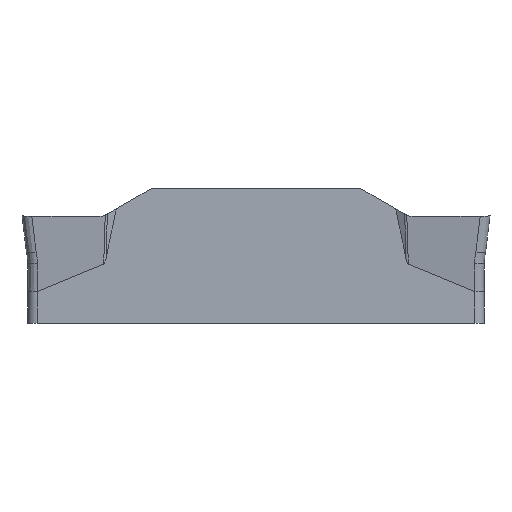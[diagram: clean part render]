
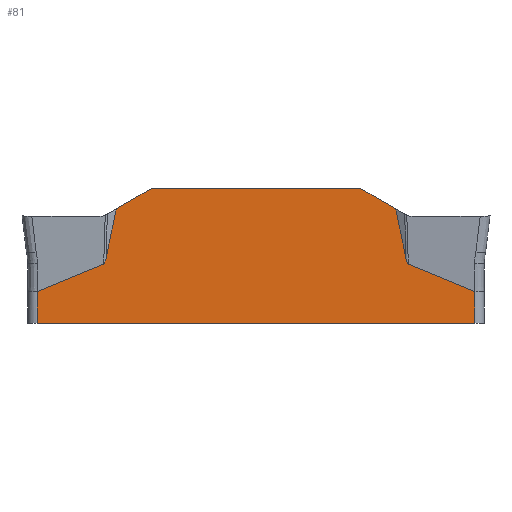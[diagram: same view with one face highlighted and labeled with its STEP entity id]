
A CAD part, left-side view. The second image highlights one B-rep face of the part: STEP entity #81.
In plain terms, the highlighted planar face has unit normal (-1, 0, 0).
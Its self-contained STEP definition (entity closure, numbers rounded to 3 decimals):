
#81=ADVANCED_FACE('SIDE_IB_1_SU5',(#167),#143,.F.);
#143=PLANE('',#1219);
#167=FACE_OUTER_BOUND('',#229,.T.);
#229=EDGE_LOOP('',(#291,#292,#293,#294,#295,#296,#297,#298,#299,#300,#301,
#302,#303,#304));
#291=ORIENTED_EDGE('',*,*,#747,.F.);
#292=ORIENTED_EDGE('',*,*,#748,.T.);
#293=ORIENTED_EDGE('',*,*,#749,.T.);
#294=ORIENTED_EDGE('',*,*,#750,.T.);
#295=ORIENTED_EDGE('',*,*,#751,.T.);
#296=ORIENTED_EDGE('',*,*,#752,.T.);
#297=ORIENTED_EDGE('',*,*,#753,.T.);
#298=ORIENTED_EDGE('',*,*,#754,.F.);
#299=ORIENTED_EDGE('',*,*,#755,.T.);
#300=ORIENTED_EDGE('',*,*,#756,.T.);
#301=ORIENTED_EDGE('',*,*,#757,.T.);
#302=ORIENTED_EDGE('',*,*,#758,.T.);
#303=ORIENTED_EDGE('',*,*,#759,.T.);
#304=ORIENTED_EDGE('',*,*,#760,.T.);
#635=VERTEX_POINT('',#1541);
#636=VERTEX_POINT('',#1542);
#637=VERTEX_POINT('',#1544);
#638=VERTEX_POINT('',#1546);
#639=VERTEX_POINT('',#1566);
#640=VERTEX_POINT('',#1568);
#641=VERTEX_POINT('',#1573);
#642=VERTEX_POINT('',#1575);
#643=VERTEX_POINT('',#1577);
#644=VERTEX_POINT('',#1579);
#645=VERTEX_POINT('',#1584);
#646=VERTEX_POINT('',#1586);
#647=VERTEX_POINT('',#1600);
#648=VERTEX_POINT('',#1602);
#747=EDGE_CURVE('',#635,#636,#919,.T.);
#748=EDGE_CURVE('',#635,#637,#920,.T.);
#749=EDGE_CURVE('',#637,#638,#921,.T.);
#750=EDGE_CURVE('',#638,#639,#1091,.T.);
#751=EDGE_CURVE('',#639,#640,#922,.T.);
#752=EDGE_CURVE('',#640,#641,#1092,.T.);
#753=EDGE_CURVE('',#641,#642,#923,.T.);
#754=EDGE_CURVE('',#643,#642,#924,.T.);
#755=EDGE_CURVE('',#643,#644,#925,.T.);
#756=EDGE_CURVE('',#644,#645,#1093,.T.);
#757=EDGE_CURVE('',#645,#646,#926,.T.);
#758=EDGE_CURVE('',#646,#647,#1094,.T.);
#759=EDGE_CURVE('',#647,#648,#927,.T.);
#760=EDGE_CURVE('',#648,#636,#928,.T.);
#919=LINE('',#1540,#993);
#920=LINE('',#1543,#994);
#921=LINE('',#1545,#995);
#922=LINE('',#1567,#996);
#923=LINE('',#1574,#997);
#924=LINE('',#1576,#998);
#925=LINE('',#1578,#999);
#926=LINE('',#1585,#1000);
#927=LINE('',#1601,#1001);
#928=LINE('',#1603,#1002);
#993=VECTOR('',#1257,1.);
#994=VECTOR('',#1258,1.);
#995=VECTOR('',#1259,1.);
#996=VECTOR('',#1260,1.);
#997=VECTOR('',#1261,1.);
#998=VECTOR('',#1262,1.);
#999=VECTOR('',#1263,1.);
#1000=VECTOR('',#1264,1.);
#1001=VECTOR('',#1265,1.);
#1002=VECTOR('',#1266,1.);
#1091=B_SPLINE_CURVE_WITH_KNOTS('',3,(#1547,#1548,#1549,#1550,#1551,#1552,
#1553,#1554,#1555,#1556,#1557,#1558,#1559,#1560,#1561,#1562,#1563,#1564,
#1565),.UNSPECIFIED.,.F.,.F.,(4,3,3,3,3,3,4),(0.,0.35,0.664,
0.825,0.914,0.972,1.),.UNSPECIFIED.);
#1092=B_SPLINE_CURVE_WITH_KNOTS('',3,(#1569,#1570,#1571,#1572),
 .UNSPECIFIED.,.F.,.F.,(4,4),(0.,1.),.UNSPECIFIED.);
#1093=B_SPLINE_CURVE_WITH_KNOTS('',3,(#1580,#1581,#1582,#1583),
 .UNSPECIFIED.,.F.,.F.,(4,4),(0.,1.),.UNSPECIFIED.);
#1094=B_SPLINE_CURVE_WITH_KNOTS('',3,(#1587,#1588,#1589,#1590,#1591,#1592,
#1593,#1594,#1595,#1596,#1597,#1598,#1599),.UNSPECIFIED.,.F.,.F.,(4,3,3,
3,4),(0.,0.05,0.166,0.63,1.),
 .UNSPECIFIED.);
#1219=AXIS2_PLACEMENT_3D('',#1604,#1267,#1268);
#1257=DIRECTION('',(0.,-1.,0.));
#1258=DIRECTION('',(0.,0.866,-0.5));
#1259=DIRECTION('',(0.,0.206,-0.979));
#1260=DIRECTION('',(0.,0.924,-0.383));
#1261=DIRECTION('',(0.,0.,-1.));
#1262=DIRECTION('',(0.,1.,0.));
#1263=DIRECTION('',(0.,0.,1.));
#1264=DIRECTION('',(0.,0.924,0.383));
#1265=DIRECTION('',(0.,0.206,0.979));
#1266=DIRECTION('',(0.,0.866,0.5));
#1267=DIRECTION('',(1.,0.,0.));
#1268=DIRECTION('',(0.,0.,-1.));
#1540=CARTESIAN_POINT('',(-1.15,0.,1.192));
#1541=CARTESIAN_POINT('',(-1.15,4.496,1.192));
#1542=CARTESIAN_POINT('',(-1.15,-4.496,1.192));
#1543=CARTESIAN_POINT('',(-1.15,1.64,2.841));
#1544=CARTESIAN_POINT('',(-1.15,5.99,0.33));
#1545=CARTESIAN_POINT('',(-1.15,5.803,1.22));
#1546=CARTESIAN_POINT('',(-1.15,6.436,-1.791));
#1547=CARTESIAN_POINT('',(-1.15,6.436,-1.791));
#1548=CARTESIAN_POINT('',(-1.15,6.443,-1.823));
#1549=CARTESIAN_POINT('',(-1.15,6.45,-1.855));
#1550=CARTESIAN_POINT('',(-1.15,6.458,-1.887));
#1551=CARTESIAN_POINT('',(-1.15,6.466,-1.915));
#1552=CARTESIAN_POINT('',(-1.15,6.474,-1.943));
#1553=CARTESIAN_POINT('',(-1.15,6.485,-1.97));
#1554=CARTESIAN_POINT('',(-1.15,6.49,-1.984));
#1555=CARTESIAN_POINT('',(-1.15,6.496,-1.998));
#1556=CARTESIAN_POINT('',(-1.15,6.503,-2.012));
#1557=CARTESIAN_POINT('',(-1.15,6.507,-2.019));
#1558=CARTESIAN_POINT('',(-1.15,6.511,-2.026));
#1559=CARTESIAN_POINT('',(-1.15,6.517,-2.032));
#1560=CARTESIAN_POINT('',(-1.15,6.52,-2.037));
#1561=CARTESIAN_POINT('',(-1.15,6.524,-2.041));
#1562=CARTESIAN_POINT('',(-1.15,6.528,-2.044));
#1563=CARTESIAN_POINT('',(-1.15,6.53,-2.045));
#1564=CARTESIAN_POINT('',(-1.15,6.533,-2.047));
#1565=CARTESIAN_POINT('',(-1.15,6.535,-2.048));
#1566=CARTESIAN_POINT('',(-1.15,6.535,-2.048));
#1567=CARTESIAN_POINT('',(-1.15,0.235,0.567));
#1568=CARTESIAN_POINT('',(-1.15,9.369,-3.224));
#1569=CARTESIAN_POINT('',(-1.15,9.369,-3.224));
#1570=CARTESIAN_POINT('',(-1.15,9.375,-3.226));
#1571=CARTESIAN_POINT('',(-1.15,9.381,-3.227));
#1572=CARTESIAN_POINT('',(-1.15,9.387,-3.227));
#1573=CARTESIAN_POINT('',(-1.15,9.387,-3.227));
#1574=CARTESIAN_POINT('',(-1.15,9.387,0.));
#1575=CARTESIAN_POINT('',(-1.15,9.387,-4.592));
#1576=CARTESIAN_POINT('',(-1.15,0.,-4.592));
#1577=CARTESIAN_POINT('',(-1.15,-9.387,-4.592));
#1578=CARTESIAN_POINT('',(-1.15,-9.387,0.));
#1579=CARTESIAN_POINT('',(-1.15,-9.387,-3.227));
#1580=CARTESIAN_POINT('',(-1.15,-9.387,-3.227));
#1581=CARTESIAN_POINT('',(-1.15,-9.381,-3.227));
#1582=CARTESIAN_POINT('',(-1.15,-9.375,-3.226));
#1583=CARTESIAN_POINT('',(-1.15,-9.369,-3.224));
#1584=CARTESIAN_POINT('',(-1.15,-9.369,-3.224));
#1585=CARTESIAN_POINT('',(-1.15,-0.235,0.567));
#1586=CARTESIAN_POINT('',(-1.15,-6.535,-2.048));
#1587=CARTESIAN_POINT('',(-1.15,-6.535,-2.048));
#1588=CARTESIAN_POINT('',(-1.15,-6.531,-2.046));
#1589=CARTESIAN_POINT('',(-1.15,-6.527,-2.043));
#1590=CARTESIAN_POINT('',(-1.15,-6.523,-2.04));
#1591=CARTESIAN_POINT('',(-1.15,-6.515,-2.032));
#1592=CARTESIAN_POINT('',(-1.15,-6.509,-2.023));
#1593=CARTESIAN_POINT('',(-1.15,-6.504,-2.013));
#1594=CARTESIAN_POINT('',(-1.15,-6.483,-1.976));
#1595=CARTESIAN_POINT('',(-1.15,-6.471,-1.934));
#1596=CARTESIAN_POINT('',(-1.15,-6.46,-1.892));
#1597=CARTESIAN_POINT('',(-1.15,-6.451,-1.859));
#1598=CARTESIAN_POINT('',(-1.15,-6.443,-1.825));
#1599=CARTESIAN_POINT('',(-1.15,-6.436,-1.791));
#1600=CARTESIAN_POINT('',(-1.15,-6.436,-1.791));
#1601=CARTESIAN_POINT('',(-1.15,-5.803,1.22));
#1602=CARTESIAN_POINT('',(-1.15,-5.99,0.33));
#1603=CARTESIAN_POINT('',(-1.15,-1.64,2.841));
#1604=CARTESIAN_POINT('',(-1.15,0.,0.));
